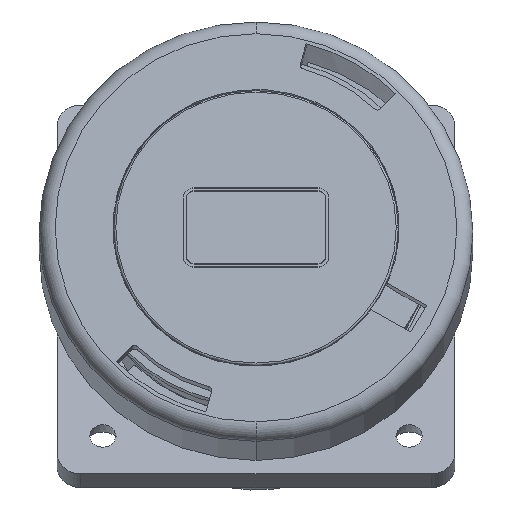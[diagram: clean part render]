
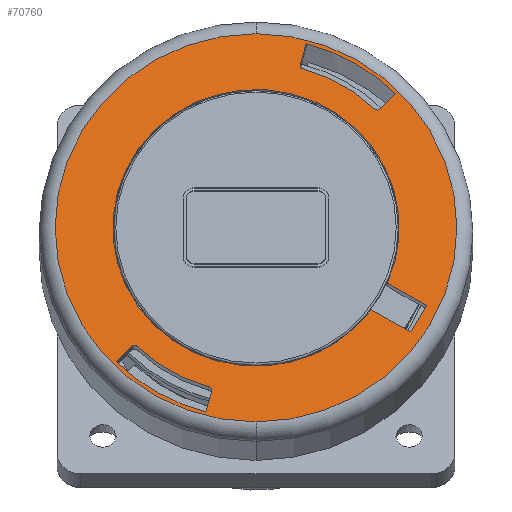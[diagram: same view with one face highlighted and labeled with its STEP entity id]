
A CAD part, front view. The second image highlights one B-rep face of the part: STEP entity #70760.
In plain terms, the highlighted planar face has unit normal (0, -0.966, 0.259).
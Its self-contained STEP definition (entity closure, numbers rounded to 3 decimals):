
#47800=CARTESIAN_POINT('',(308.166,-109.728,
70.725));
#47810=VERTEX_POINT('',#47800);
#47860=CARTESIAN_POINT('',(273.329,-118.744,
37.075));
#47870=DIRECTION('',(0.707,0.183,
0.683));
#47880=VECTOR('',#47870,1.);
#47890=LINE('',#47860,#47880);
#47900=CARTESIAN_POINT('',(304.272,-110.736,
66.964));
#47910=VERTEX_POINT('',#47900);
#47920=EDGE_CURVE('',#47910,#47810,#47890,.T.);
#51780=CARTESIAN_POINT('',(327.56,-118.744,
37.075));
#51790=DIRECTION('',(0.5,0.224,0.837));
#51800=VECTOR('',#51790,1.);
#51810=LINE('',#51780,#51800);
#51820=CARTESIAN_POINT('',(311.92,-125.756,
10.909));
#51830=VERTEX_POINT('',#51820);
#51840=CARTESIAN_POINT('',(315.92,-123.962,
17.601));
#51850=VERTEX_POINT('',#51840);
#51860=EDGE_CURVE('',#51830,#51850,#51810,.T.);
#58040=CARTESIAN_POINT('',(305.984,-122.478,
23.142));
#58050=VERTEX_POINT('',#58040);
#58130=CARTESIAN_POINT('',(301.984,-124.271,
16.45));
#58140=VERTEX_POINT('',#58130);
#58170=CARTESIAN_POINT('',(273.,-118.744,
37.075));
#58180=DIRECTION('',(0.,-0.966,
0.259));
#58190=DIRECTION('',(0.,0.259,
0.966));
#58200=AXIS2_PLACEMENT_3D('',#58170,#58180,#58190);
#58210=CIRCLE('',#58200,36.);
#58220=EDGE_CURVE('',#58050,#58140,#58210,.T.);
#69410=CARTESIAN_POINT('',(273.,-107.033,
80.783));
#69420=DIRECTION('',(0.,0.966,
-0.259));
#69430=DIRECTION('',(0.,0.259,
0.966));
#69440=AXIS2_PLACEMENT_3D('',#69410,#69420,#69430);
#69450=PLANE('',#69440);
#69460=CARTESIAN_POINT('',(273.,-118.744,
37.075));
#69470=DIRECTION('',(0.,0.966,
-0.259));
#69480=DIRECTION('',(0.,0.259,
0.966));
#69490=AXIS2_PLACEMENT_3D('',#69460,#69470,#69480);
#69500=CIRCLE('',#69490,49.5);
#69510=CARTESIAN_POINT('',(285.587,-106.354,
83.317));
#69520=VERTEX_POINT('',#69510);
#69530=EDGE_CURVE('',#69520,#47810,#69500,.T.);
#69540=ORIENTED_EDGE('',*,*,#69530,.T.);
#69550=CARTESIAN_POINT('',(272.759,-118.744,
37.075));
#69560=DIRECTION('',(-0.259,-0.25,
-0.933));
#69570=VECTOR('',#69560,1.);
#69580=LINE('',#69550,#69570);
#69590=CARTESIAN_POINT('',(284.162,-107.731,
78.18));
#69600=VERTEX_POINT('',#69590);
#69610=EDGE_CURVE('',#69520,#69600,#69580,.T.);
#69620=ORIENTED_EDGE('',*,*,#69610,.F.);
#69630=CARTESIAN_POINT('',(285.128,-107.798,
77.93));
#69640=DIRECTION('',(0.,-0.966,
0.259));
#69650=DIRECTION('',(1.,0.,0.));
#69660=AXIS2_PLACEMENT_3D('',#69630,#69640,#69650);
#69670=CIRCLE('',#69660,1.);
#69680=CARTESIAN_POINT('',(284.852,-108.046,
77.001));
#69690=VERTEX_POINT('',#69680);
#69700=EDGE_CURVE('',#69600,#69690,#69670,.T.);
#69710=ORIENTED_EDGE('',*,*,#69700,.F.);
#69720=CARTESIAN_POINT('',(273.,-118.744,
37.075));
#69730=DIRECTION('',(0.,-0.966,
0.259));
#69740=DIRECTION('',(1.,0.,0.));
#69750=AXIS2_PLACEMENT_3D('',#69720,#69730,#69740);
#69760=CIRCLE('',#69750,43.);
#69770=CARTESIAN_POINT('',(302.871,-110.739,
66.953));
#69780=VERTEX_POINT('',#69770);
#69790=EDGE_CURVE('',#69780,#69690,#69760,.T.);
#69800=ORIENTED_EDGE('',*,*,#69790,.T.);
#69810=CARTESIAN_POINT('',(303.565,-110.553,
67.647));
#69820=DIRECTION('',(0.,-0.966,
0.259));
#69830=DIRECTION('',(1.,0.,0.));
#69840=AXIS2_PLACEMENT_3D('',#69810,#69820,#69830);
#69850=CIRCLE('',#69840,1.);
#69860=EDGE_CURVE('',#69780,#47910,#69850,.T.);
#69870=ORIENTED_EDGE('',*,*,#69860,.F.);
#69880=ORIENTED_EDGE('',*,*,#47920,.F.);
#69890=EDGE_LOOP('',(#69880,#69870,#69800,#69710,#69620,#69540));
#69900=FACE_BOUND('',#69890,.T.);
#69910=CARTESIAN_POINT('',(242.435,-126.936,
6.503));
#69920=DIRECTION('',(0.,-0.966,
0.259));
#69930=DIRECTION('',(1.,0.,0.));
#69940=AXIS2_PLACEMENT_3D('',#69910,#69920,#69930);
#69950=CIRCLE('',#69940,1.);
#69960=CARTESIAN_POINT('',(243.129,-126.75,
7.198));
#69970=VERTEX_POINT('',#69960);
#69980=CARTESIAN_POINT('',(241.728,-126.753,
7.186));
#69990=VERTEX_POINT('',#69980);
#70000=EDGE_CURVE('',#69970,#69990,#69950,.T.);
#70010=ORIENTED_EDGE('',*,*,#70000,.F.);
#70020=CARTESIAN_POINT('',(272.671,-118.744,
37.075));
#70030=DIRECTION('',(-0.707,-0.183,
-0.683));
#70040=VECTOR('',#70030,1.);
#70050=LINE('',#70020,#70040);
#70060=CARTESIAN_POINT('',(237.834,-127.761,
3.425));
#70070=VERTEX_POINT('',#70060);
#70080=EDGE_CURVE('',#69990,#70070,#70050,.T.);
#70090=ORIENTED_EDGE('',*,*,#70080,.F.);
#70100=CARTESIAN_POINT('',(273.,-118.744,
37.075));
#70110=DIRECTION('',(0.,0.966,
-0.259));
#70120=DIRECTION('',(0.,0.259,
0.966));
#70130=AXIS2_PLACEMENT_3D('',#70100,#70110,#70120);
#70140=CIRCLE('',#70130,49.5);
#70150=CARTESIAN_POINT('',(260.413,-131.135,
-9.167));
#70160=VERTEX_POINT('',#70150);
#70170=EDGE_CURVE('',#70160,#70070,#70140,.T.);
#70180=ORIENTED_EDGE('',*,*,#70170,.T.);
#70190=CARTESIAN_POINT('',(273.241,-118.744,
37.075));
#70200=DIRECTION('',(0.259,0.25,
0.933));
#70210=VECTOR('',#70200,1.);
#70220=LINE('',#70190,#70210);
#70230=CARTESIAN_POINT('',(261.838,-129.758,
-4.029));
#70240=VERTEX_POINT('',#70230);
#70250=EDGE_CURVE('',#70160,#70240,#70220,.T.);
#70260=ORIENTED_EDGE('',*,*,#70250,.F.);
#70270=CARTESIAN_POINT('',(260.872,-129.691,
-3.779));
#70280=DIRECTION('',(0.,-0.966,
0.259));
#70290=DIRECTION('',(1.,0.,0.));
#70300=AXIS2_PLACEMENT_3D('',#70270,#70280,#70290);
#70310=CIRCLE('',#70300,1.);
#70320=CARTESIAN_POINT('',(261.148,-129.443,
-2.851));
#70330=VERTEX_POINT('',#70320);
#70340=EDGE_CURVE('',#70240,#70330,#70310,.T.);
#70350=ORIENTED_EDGE('',*,*,#70340,.F.);
#70360=CARTESIAN_POINT('',(273.,-118.744,
37.075));
#70370=DIRECTION('',(0.,-0.966,
0.259));
#70380=DIRECTION('',(-1.,0.,0.));
#70390=AXIS2_PLACEMENT_3D('',#70360,#70370,#70380);
#70400=CIRCLE('',#70390,43.);
#70410=EDGE_CURVE('',#69970,#70330,#70400,.T.);
#70420=ORIENTED_EDGE('',*,*,#70410,.T.);
#70430=EDGE_LOOP('',(#70420,#70350,#70260,#70180,#70090,#70010));
#70440=FACE_BOUND('',#70430,.T.);
#70450=CARTESIAN_POINT('',(273.,-119.94,
32.614));
#70460=DIRECTION('',(0.866,-0.129,
-0.483));
#70470=VECTOR('',#70460,1.);
#70480=LINE('',#70450,#70470);
#70490=EDGE_CURVE('',#58140,#51830,#70480,.T.);
#70500=ORIENTED_EDGE('',*,*,#70490,.F.);
#70510=ORIENTED_EDGE('',*,*,#51860,.F.);
#70520=CARTESIAN_POINT('',(273.,-117.549,
41.537));
#70530=DIRECTION('',(-0.866,0.129,
0.483));
#70540=VECTOR('',#70530,1.);
#70550=LINE('',#70520,#70540);
#70560=EDGE_CURVE('',#51850,#58050,#70550,.T.);
#70570=ORIENTED_EDGE('',*,*,#70560,.F.);
#70580=ORIENTED_EDGE('',*,*,#58220,.F.);
#70590=EDGE_LOOP('',(#70580,#70570,#70510,#70500));
#70600=FACE_BOUND('',#70590,.T.);
#70610=CARTESIAN_POINT('',(273.,-118.744,
37.075));
#70620=DIRECTION('',(0.,0.966,
-0.259));
#70630=DIRECTION('',(0.,-0.259,
-0.966));
#70640=AXIS2_PLACEMENT_3D('',#70610,#70620,#70630);
#70650=CIRCLE('',#70640,50.5);
#70660=CARTESIAN_POINT('',(273.,-105.674,
85.854));
#70670=VERTEX_POINT('',#70660);
#70680=CARTESIAN_POINT('',(273.,-131.815,
-11.704));
#70690=VERTEX_POINT('',#70680);
#70700=EDGE_CURVE('',#70670,#70690,#70650,.T.);
#70710=ORIENTED_EDGE('',*,*,#70700,.F.);
#70720=EDGE_CURVE('',#70690,#70670,#70650,.T.);
#70730=ORIENTED_EDGE('',*,*,#70720,.F.);
#70740=EDGE_LOOP('',(#70730,#70710));
#70750=FACE_OUTER_BOUND('',#70740,.T.);
#70760=ADVANCED_FACE('',(#69900,#70440,#70600,#70750),#69450,.F.);
